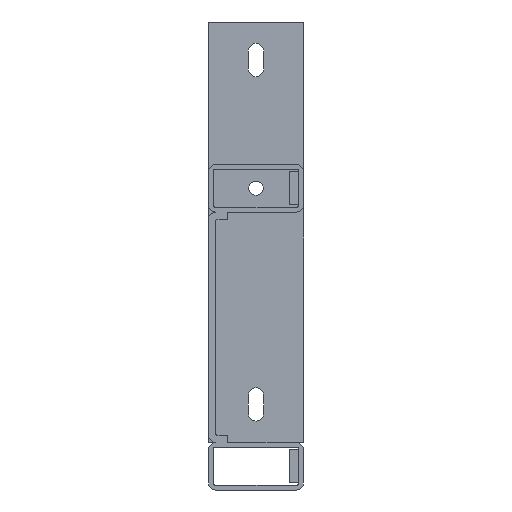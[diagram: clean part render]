
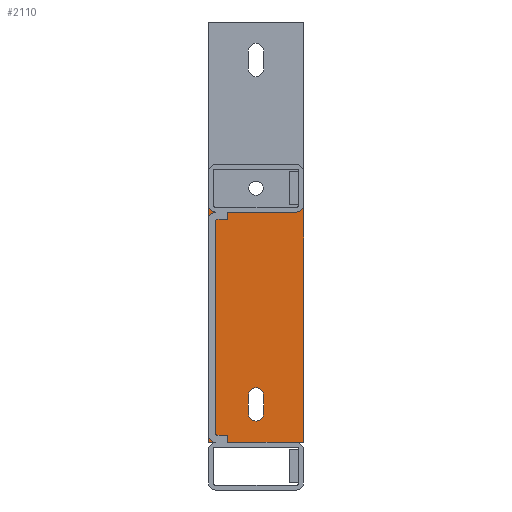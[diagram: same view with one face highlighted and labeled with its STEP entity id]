
A CAD part, left-side view. The second image highlights one B-rep face of the part: STEP entity #2110.
In plain terms, the highlighted planar face has unit normal (-1, 0, 0).
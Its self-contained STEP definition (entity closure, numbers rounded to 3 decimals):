
#255=DIRECTION('',(0.,-1.,0.));
#256=VECTOR('',#255,3.);
#257=CARTESIAN_POINT('',(488.,17.045,-423.256));
#258=LINE('',#257,#256);
#267=CARTESIAN_POINT('',(488.,51.045,-323.256));
#268=DIRECTION('',(1.,0.,0.));
#269=DIRECTION('',(0.,0.,-1.));
#270=AXIS2_PLACEMENT_3D('',#267,#268,#269);
#272=CARTESIAN_POINT('',(488.,17.045,-323.256));
#273=DIRECTION('',(1.,0.,0.));
#274=DIRECTION('',(0.,-1.,0.));
#275=AXIS2_PLACEMENT_3D('',#272,#273,#274);
#277=DIRECTION('',(0.,0.,1.));
#278=VECTOR('',#277,100.);
#279=CARTESIAN_POINT('',(488.,14.045,-423.256));
#280=LINE('',#279,#278);
#281=DIRECTION('',(0.,0.,1.));
#282=VECTOR('',#281,7.5);
#283=CARTESIAN_POINT('',(488.,37.295,-411.006));
#284=LINE('',#283,#282);
#285=CARTESIAN_POINT('',(488.,34.045,-411.006));
#286=DIRECTION('',(1.,0.,0.));
#287=DIRECTION('',(0.,-1.,0.));
#288=AXIS2_PLACEMENT_3D('',#285,#286,#287);
#290=CARTESIAN_POINT('',(488.,34.045,-403.506));
#291=DIRECTION('',(1.,0.,0.));
#292=DIRECTION('',(0.,1.,0.));
#293=AXIS2_PLACEMENT_3D('',#290,#291,#292);
#295=DIRECTION('',(0.,-1.,0.));
#296=VECTOR('',#295,34.);
#297=CARTESIAN_POINT('',(488.,51.045,-423.256));
#298=LINE('',#297,#296);
#405=DIRECTION('',(0.,1.,0.));
#406=VECTOR('',#405,34.);
#407=CARTESIAN_POINT('',(488.,17.045,-326.256));
#408=LINE('',#407,#406);
#433=DIRECTION('',(0.,0.,-1.));
#434=VECTOR('',#433,100.);
#435=CARTESIAN_POINT('',(488.,54.045,-323.256));
#436=LINE('',#435,#434);
#571=DIRECTION('',(0.,-1.,0.));
#572=VECTOR('',#571,3.);
#573=CARTESIAN_POINT('',(488.,54.045,-423.256));
#574=LINE('',#573,#572);
#1265=DIRECTION('',(0.,0.,-1.));
#1266=VECTOR('',#1265,7.5);
#1267=CARTESIAN_POINT('',(488.,30.795,-403.506));
#1268=LINE('',#1267,#1266);
#1397=CARTESIAN_POINT('',(488.,14.045,-323.256));
#1399=VERTEX_POINT('',#1397);
#1401=CARTESIAN_POINT('',(488.,14.045,-423.256));
#1402=VERTEX_POINT('',#1401);
#1537=CARTESIAN_POINT('',(488.,37.295,-411.006));
#1538=CARTESIAN_POINT('',(488.,37.295,-403.506));
#1539=VERTEX_POINT('',#1537);
#1540=VERTEX_POINT('',#1538);
#1541=CARTESIAN_POINT('',(488.,17.045,-423.256));
#1542=VERTEX_POINT('',#1541);
#1543=CARTESIAN_POINT('',(488.,51.045,-423.256));
#1544=VERTEX_POINT('',#1543);
#1545=CARTESIAN_POINT('',(488.,54.045,-423.256));
#1546=VERTEX_POINT('',#1545);
#1547=CARTESIAN_POINT('',(488.,54.045,-323.256));
#1548=VERTEX_POINT('',#1547);
#1549=CARTESIAN_POINT('',(488.,51.045,-326.256));
#1550=VERTEX_POINT('',#1549);
#1551=CARTESIAN_POINT('',(488.,17.045,-326.256));
#1552=VERTEX_POINT('',#1551);
#1553=CARTESIAN_POINT('',(488.,30.795,-411.006));
#1554=VERTEX_POINT('',#1553);
#1555=CARTESIAN_POINT('',(488.,30.795,-403.506));
#1556=VERTEX_POINT('',#1555);
#2078=CARTESIAN_POINT('',(488.,34.045,-373.256));
#2079=DIRECTION('',(1.,0.,0.));
#2080=DIRECTION('',(0.,-1.,0.));
#2081=AXIS2_PLACEMENT_3D('',#2078,#2079,#2080);
#2082=PLANE('',#2081);
#2083=ORIENTED_EDGE('',*,*,#2069,.F.);
#2085=ORIENTED_EDGE('',*,*,#2084,.F.);
#2087=ORIENTED_EDGE('',*,*,#2086,.F.);
#2089=ORIENTED_EDGE('',*,*,#2088,.F.);
#2091=ORIENTED_EDGE('',*,*,#2090,.F.);
#2093=ORIENTED_EDGE('',*,*,#2092,.F.);
#2095=ORIENTED_EDGE('',*,*,#2094,.F.);
#2097=ORIENTED_EDGE('',*,*,#2096,.F.);
#2098=EDGE_LOOP('',(#2083,#2085,#2087,#2089,#2091,#2093,#2095,#2097));
#2099=FACE_OUTER_BOUND('',#2098,.F.);
#2101=ORIENTED_EDGE('',*,*,#2100,.F.);
#2103=ORIENTED_EDGE('',*,*,#2102,.F.);
#2105=ORIENTED_EDGE('',*,*,#2104,.F.);
#2107=ORIENTED_EDGE('',*,*,#2106,.F.);
#2108=EDGE_LOOP('',(#2101,#2103,#2105,#2107));
#2109=FACE_BOUND('',#2108,.F.);
#2110=ADVANCED_FACE('',(#2099,#2109),#2082,.F.);
#271=CIRCLE('',#270,3.);
#276=CIRCLE('',#275,3.);
#289=CIRCLE('',#288,3.25);
#294=CIRCLE('',#293,3.25);
#2069=EDGE_CURVE('',#1542,#1402,#258,.T.);
#2084=EDGE_CURVE('',#1544,#1542,#298,.T.);
#2086=EDGE_CURVE('',#1546,#1544,#574,.T.);
#2088=EDGE_CURVE('',#1548,#1546,#436,.T.);
#2090=EDGE_CURVE('',#1550,#1548,#271,.T.);
#2092=EDGE_CURVE('',#1552,#1550,#408,.T.);
#2094=EDGE_CURVE('',#1399,#1552,#276,.T.);
#2096=EDGE_CURVE('',#1402,#1399,#280,.T.);
#2100=EDGE_CURVE('',#1539,#1540,#284,.T.);
#2102=EDGE_CURVE('',#1554,#1539,#289,.T.);
#2104=EDGE_CURVE('',#1556,#1554,#1268,.T.);
#2106=EDGE_CURVE('',#1540,#1556,#294,.T.);
